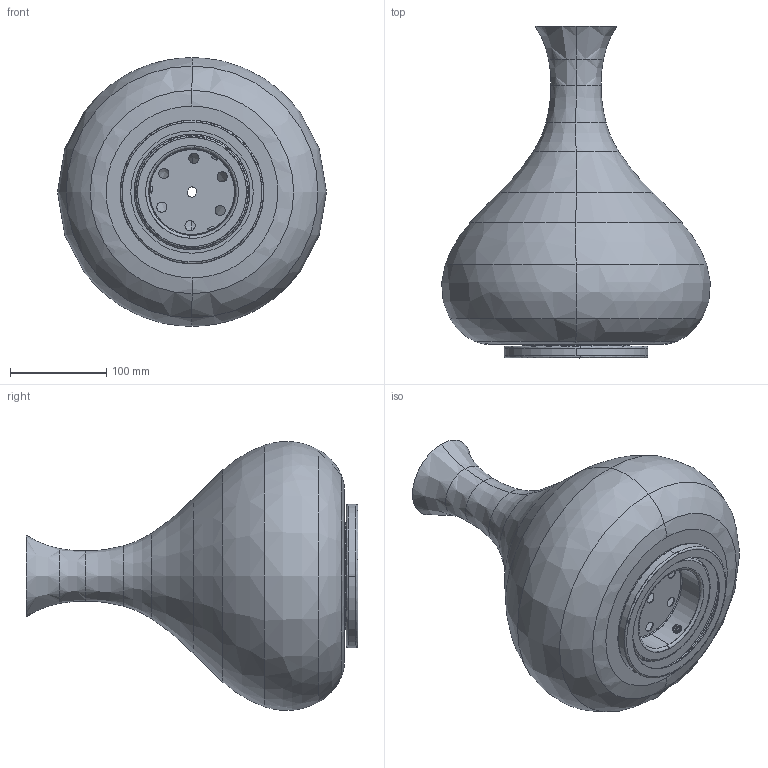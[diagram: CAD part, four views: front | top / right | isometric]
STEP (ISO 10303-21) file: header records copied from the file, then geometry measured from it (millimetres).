
FILE_DESCRIPTION (( 'STEP AP203' ), '1' );
FILE_NAME ('SUMMER_T_STEP.STEP', '2016-01-27T15:45:31', ( 'admin' ), ( '' ), 'SwSTEP 2.0', 'SolidWorks 2015', '' );
FILE_SCHEMA (( 'CONFIG_CONTROL_DESIGN' ));
Length unit declared in the file: millimetre
Products named in the file (2): SUMMER_T_STEP
Bounding box: 278.69 x 344 x 278.69 mm (x, y, z)
Volume: 871762.2 mm3; surface area: 492088.7 mm2
Topology: 2 solids, 2 shells, 170 faces, 395 edges, 241 vertices
Faces by surface type: bspline 98, cylinder 52, plane 20
Entity records: 11864 total; most frequent: CARTESIAN_POINT 8448, ORIENTED_EDGE 790, DIRECTION 568, EDGE_CURVE 395, AXIS2_PLACEMENT_3D 259, VERTEX_POINT 241, EDGE_LOOP 206, CIRCLE 185
